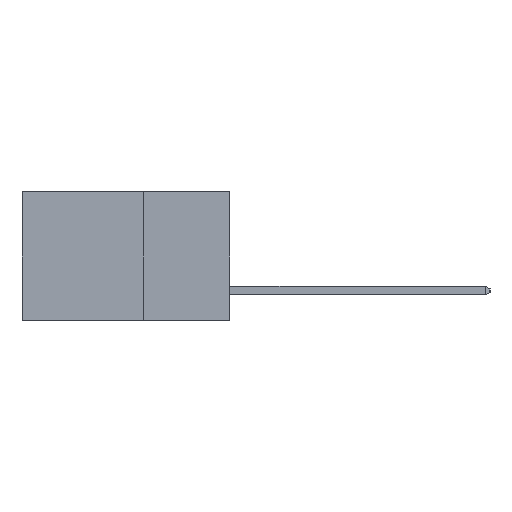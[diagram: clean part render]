
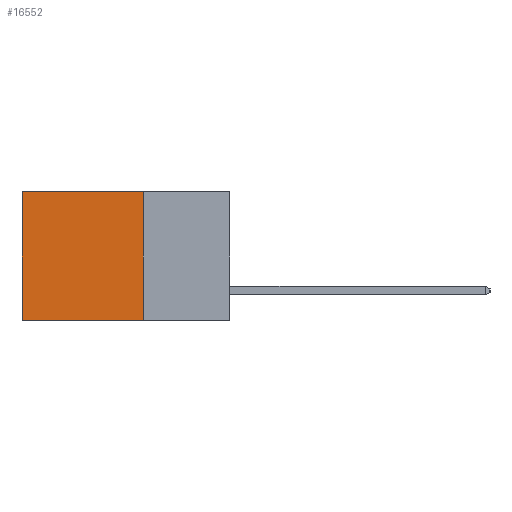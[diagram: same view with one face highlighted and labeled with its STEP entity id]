
A CAD part, left-side view. The second image highlights one B-rep face of the part: STEP entity #16552.
In plain terms, the highlighted planar face has unit normal (-1, 0, 0).
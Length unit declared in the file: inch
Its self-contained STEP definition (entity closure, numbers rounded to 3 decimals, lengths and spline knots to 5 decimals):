
#788 = LINE ( 'NONE', #20909, #14920 ) ;
#1171 = EDGE_LOOP ( 'NONE', ( #2772, #2752, #13050, #10044 ) ) ;
#1297 = VECTOR ( 'NONE', #2955, 39.37008 ) ;
#2246 = VECTOR ( 'NONE', #5795, 39.37008 ) ;
#2286 = EDGE_CURVE ( 'NONE', #19196, #4203, #16324, .T. ) ;
#2409 = AXIS2_PLACEMENT_3D ( 'NONE', #2742, #2704, #2699 ) ;
#2454 = LINE ( 'NONE', #18465, #15443 ) ;
#2699 = DIRECTION ( 'NONE',  ( 0., 0., -1. ) ) ;
#2704 = DIRECTION ( 'NONE',  ( 1., 0., 0. ) ) ;
#2742 = CARTESIAN_POINT ( 'NONE',  ( 0.2615, 0.25, -0.37 ) ) ;
#2752 = ORIENTED_EDGE ( 'NONE', *, *, #8308, .F. ) ;
#2772 = ORIENTED_EDGE ( 'NONE', *, *, #3333, .T. ) ;
#2955 = DIRECTION ( 'NONE',  ( 0., 0., -1. ) ) ;
#3095 = PLANE ( 'NONE',  #2409 ) ;
#3333 = EDGE_CURVE ( 'NONE', #4203, #11641, #6029, .T. ) ;
#4203 = VERTEX_POINT ( 'NONE', #6756 ) ;
#5795 = DIRECTION ( 'NONE',  ( 0., 1., 0. ) ) ;
#6029 = LINE ( 'NONE', #14733, #1297 ) ;
#6756 = CARTESIAN_POINT ( 'NONE',  ( 0.2615, 0.6, 0. ) ) ;
#8308 = EDGE_CURVE ( 'NONE', #11538, #11641, #2454, .T. ) ;
#10044 = ORIENTED_EDGE ( 'NONE', *, *, #2286, .T. ) ;
#10467 = CARTESIAN_POINT ( 'NONE',  ( 0.2615, 0.6, -0.37 ) ) ;
#11538 = VERTEX_POINT ( 'NONE', #13732 ) ;
#11641 = VERTEX_POINT ( 'NONE', #10467 ) ;
#12115 = DIRECTION ( 'NONE',  ( 0., 1., 0. ) ) ;
#13050 = ORIENTED_EDGE ( 'NONE', *, *, #18692, .F. ) ;
#13732 = CARTESIAN_POINT ( 'NONE',  ( 0.2615, 0.25, -0.37 ) ) ;
#14192 = FACE_OUTER_BOUND ( 'NONE', #1171, .T. ) ;
#14733 = CARTESIAN_POINT ( 'NONE',  ( 0.2615, 0.6, -0.37 ) ) ;
#14920 = VECTOR ( 'NONE', #22461, 39.37008 ) ;
#15443 = VECTOR ( 'NONE', #12115, 39.37008 ) ;
#16324 = LINE ( 'NONE', #18753, #2246 ) ;
#16552 = ADVANCED_FACE ( 'NONE', ( #14192 ), #3095, .F. ) ;
#18465 = CARTESIAN_POINT ( 'NONE',  ( 0.2615, 0.25, -0.37 ) ) ;
#18692 = EDGE_CURVE ( 'NONE', #19196, #11538, #788, .T. ) ;
#18753 = CARTESIAN_POINT ( 'NONE',  ( 0.2615, 0.25, 0. ) ) ;
#19196 = VERTEX_POINT ( 'NONE', #20511 ) ;
#20511 = CARTESIAN_POINT ( 'NONE',  ( 0.2615, 0.25, 0. ) ) ;
#20909 = CARTESIAN_POINT ( 'NONE',  ( 0.2615, 0.25, -0.37 ) ) ;
#22461 = DIRECTION ( 'NONE',  ( 0., 0., -1. ) ) ;
